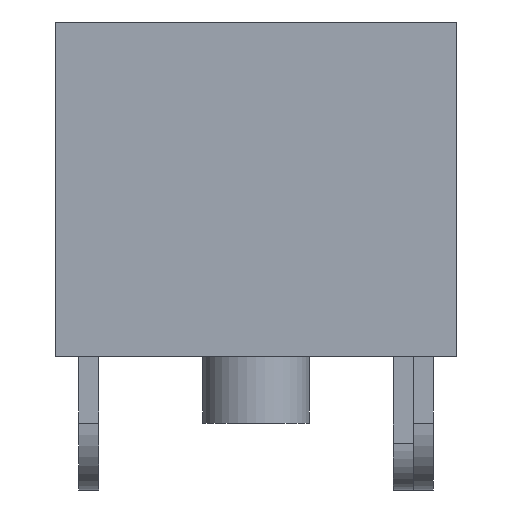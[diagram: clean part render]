
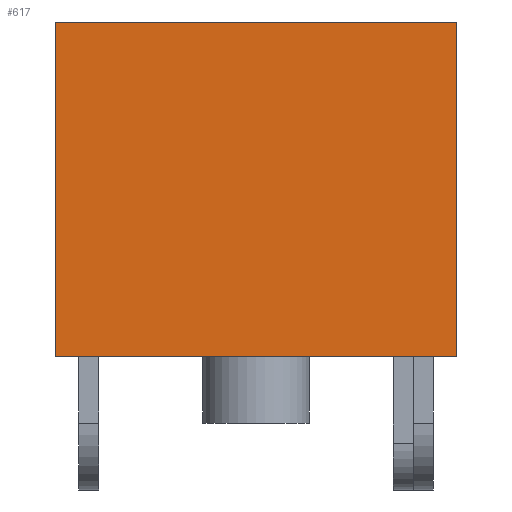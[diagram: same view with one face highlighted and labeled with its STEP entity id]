
A CAD part, left-side view. The second image highlights one B-rep face of the part: STEP entity #617.
In plain terms, the highlighted planar face has unit normal (-1, 0, 0).
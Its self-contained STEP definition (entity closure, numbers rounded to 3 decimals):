
#46=PLANE('',#688);
#83=FACE_OUTER_BOUND('',#127,.T.);
#127=EDGE_LOOP('',(#561,#562,#563,#564));
#186=LINE('',#1030,#248);
#189=LINE('',#1035,#251);
#190=LINE('',#1038,#252);
#191=LINE('',#1039,#253);
#248=VECTOR('',#853,10.);
#251=VECTOR('',#858,10.);
#252=VECTOR('',#861,10.);
#253=VECTOR('',#862,10.);
#325=VERTEX_POINT('',#1027);
#326=VERTEX_POINT('',#1029);
#327=VERTEX_POINT('',#1033);
#328=VERTEX_POINT('',#1037);
#404=EDGE_CURVE('',#325,#326,#186,.T.);
#407=EDGE_CURVE('',#325,#327,#189,.T.);
#408=EDGE_CURVE('',#328,#327,#190,.T.);
#409=EDGE_CURVE('',#326,#328,#191,.T.);
#561=ORIENTED_EDGE('',*,*,#407,.T.);
#562=ORIENTED_EDGE('',*,*,#408,.F.);
#563=ORIENTED_EDGE('',*,*,#409,.F.);
#564=ORIENTED_EDGE('',*,*,#404,.F.);
#617=ADVANCED_FACE('',(#83),#46,.T.);
#688=AXIS2_PLACEMENT_3D('',#1036,#859,#860);
#853=DIRECTION('',(0.,1.,0.));
#858=DIRECTION('',(0.,0.,1.));
#859=DIRECTION('center_axis',(-1.,0.,0.));
#860=DIRECTION('ref_axis',(0.,-1.,0.));
#861=DIRECTION('',(0.,-1.,0.));
#862=DIRECTION('',(0.,0.,1.));
#1027=CARTESIAN_POINT('',(-9.6,-3.,-2.5));
#1029=CARTESIAN_POINT('',(-9.6,3.,-2.5));
#1030=CARTESIAN_POINT('',(-9.6,3.,-2.5));
#1033=CARTESIAN_POINT('',(-9.6,-3.,2.5));
#1035=CARTESIAN_POINT('',(-9.6,-3.,0.));
#1036=CARTESIAN_POINT('Origin',(-9.6,3.,0.));
#1037=CARTESIAN_POINT('',(-9.6,3.,2.5));
#1038=CARTESIAN_POINT('',(-9.6,3.,2.5));
#1039=CARTESIAN_POINT('',(-9.6,3.,0.));
